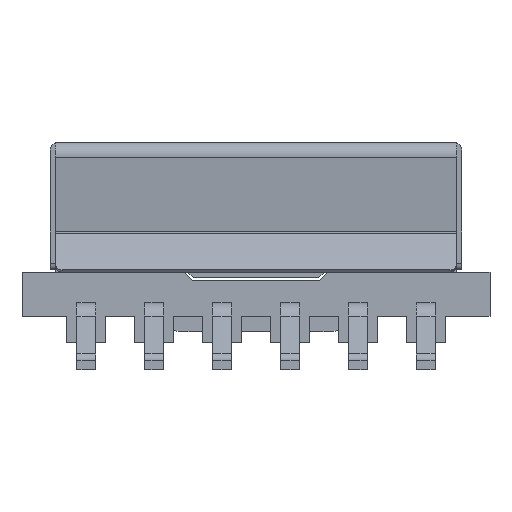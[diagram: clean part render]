
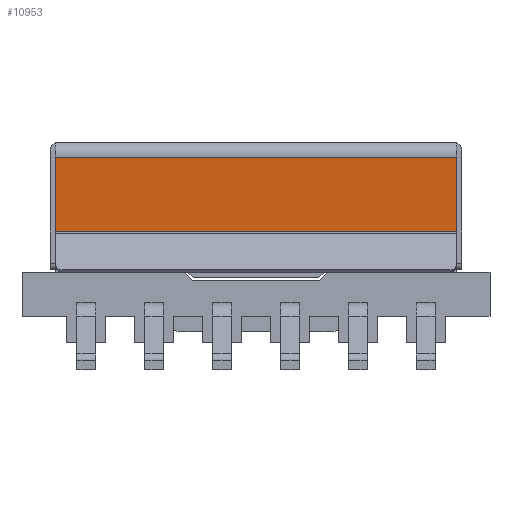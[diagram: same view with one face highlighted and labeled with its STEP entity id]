
A CAD part, left-side view. The second image highlights one B-rep face of the part: STEP entity #10953.
In plain terms, the highlighted face is planar.
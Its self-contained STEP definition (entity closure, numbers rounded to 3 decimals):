
#408=LINE('',#14809,#1297);
#459=LINE('',#15515,#1348);
#474=LINE('',#15574,#1363);
#475=LINE('',#15576,#1364);
#1297=VECTOR('',#12099,1000.);
#1348=VECTOR('',#12258,1000.);
#1363=VECTOR('',#12303,1000.);
#1364=VECTOR('',#12306,1000.);
#2499=ORIENTED_EDGE('',*,*,#4719,.T.);
#2500=ORIENTED_EDGE('',*,*,#4881,.F.);
#2501=ORIENTED_EDGE('',*,*,#4858,.F.);
#2502=ORIENTED_EDGE('',*,*,#4882,.T.);
#4719=EDGE_CURVE('',#5949,#5948,#408,.T.);
#4858=EDGE_CURVE('',#6061,#6062,#459,.T.);
#4881=EDGE_CURVE('',#6062,#5948,#474,.T.);
#4882=EDGE_CURVE('',#6061,#5949,#475,.T.);
#5948=VERTEX_POINT('',#14808);
#5949=VERTEX_POINT('',#14810);
#6061=VERTEX_POINT('',#15514);
#6062=VERTEX_POINT('',#15516);
#6897=EDGE_LOOP('',(#2499,#2500,#2501,#2502));
#7372=FACE_BOUND('',#6897,.T.);
#7812=PLANE('',#11449);
#10953=ADVANCED_FACE('',(#7372),#7812,.F.);
#11449=AXIS2_PLACEMENT_3D('',#15575,#12304,#12305);
#12099=DIRECTION('',(0.,-0.106,0.994));
#12258=DIRECTION('',(0.,-0.106,0.994));
#12303=DIRECTION('',(1.,0.,0.));
#12304=DIRECTION('',(0.,0.994,0.106));
#12305=DIRECTION('',(0.,-0.106,0.994));
#12306=DIRECTION('',(1.,0.,0.));
#14808=CARTESIAN_POINT('',(7.5,-7.997,3.297));
#14809=CARTESIAN_POINT('',(7.5,-7.997,3.297));
#14810=CARTESIAN_POINT('',(7.5,-7.701,0.507));
#15514=CARTESIAN_POINT('',(-7.5,-7.701,0.507));
#15515=CARTESIAN_POINT('',(-7.5,-7.997,3.297));
#15516=CARTESIAN_POINT('',(-7.5,-7.997,3.297));
#15574=CARTESIAN_POINT('',(-7.5,-7.997,3.297));
#15575=CARTESIAN_POINT('',(-7.5,-7.997,3.297));
#15576=CARTESIAN_POINT('',(-7.5,-7.701,0.507));
